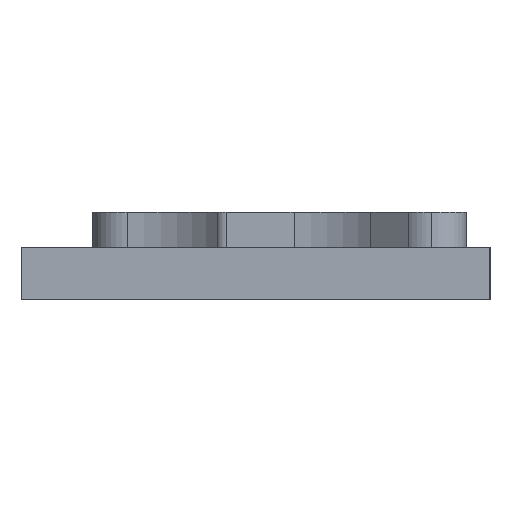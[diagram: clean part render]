
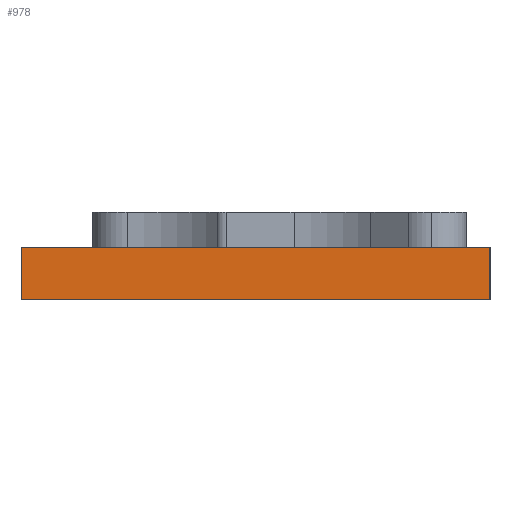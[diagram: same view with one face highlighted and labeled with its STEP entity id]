
A CAD part, left-side view. The second image highlights one B-rep face of the part: STEP entity #978.
In plain terms, the highlighted planar face has unit normal (-1, 0, 0).
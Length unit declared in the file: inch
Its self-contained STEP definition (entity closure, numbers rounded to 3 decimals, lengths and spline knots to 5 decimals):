
#24 = ORIENTED_EDGE ( 'NONE', *, *, #937, .T. ) ;
#42 = VERTEX_POINT ( 'NONE', #140 ) ;
#50 = LINE ( 'NONE', #684, #1249 ) ;
#140 = CARTESIAN_POINT ( 'NONE',  ( 0., 2., 0.225 ) ) ;
#146 = ORIENTED_EDGE ( 'NONE', *, *, #841, .F. ) ;
#238 = DIRECTION ( 'NONE',  ( 0., -1., 0. ) ) ;
#245 = CARTESIAN_POINT ( 'NONE',  ( 0., 0., 0.225 ) ) ;
#348 = PLANE ( 'NONE',  #455 ) ;
#363 = CARTESIAN_POINT ( 'NONE',  ( 0., 0., 0. ) ) ;
#433 = LINE ( 'NONE', #556, #778 ) ;
#437 = DIRECTION ( 'NONE',  ( 0., 0., -1. ) ) ;
#438 = EDGE_CURVE ( 'NONE', #42, #696, #50, .T. ) ;
#455 = AXIS2_PLACEMENT_3D ( 'NONE', #245, #596, #1442 ) ;
#461 = CARTESIAN_POINT ( 'NONE',  ( 0., 2., 0. ) ) ;
#503 = FACE_OUTER_BOUND ( 'NONE', #973, .T. ) ;
#522 = LINE ( 'NONE', #1387, #1062 ) ;
#556 = CARTESIAN_POINT ( 'NONE',  ( 0., 2., 0.225 ) ) ;
#584 = CARTESIAN_POINT ( 'NONE',  ( 0., 0., 0. ) ) ;
#596 = DIRECTION ( 'NONE',  ( 1., 0., 0. ) ) ;
#684 = CARTESIAN_POINT ( 'NONE',  ( 0., 0., 0.225 ) ) ;
#696 = VERTEX_POINT ( 'NONE', #893 ) ;
#778 = VECTOR ( 'NONE', #437, 39.37008 ) ;
#841 = EDGE_CURVE ( 'NONE', #696, #1499, #522, .T. ) ;
#853 = EDGE_CURVE ( 'NONE', #42, #1414, #433, .T. ) ;
#893 = CARTESIAN_POINT ( 'NONE',  ( 0., 0., 0.225 ) ) ;
#937 = EDGE_CURVE ( 'NONE', #1414, #1499, #1490, .T. ) ;
#973 = EDGE_LOOP ( 'NONE', ( #24, #146, #1203, #1359 ) ) ;
#978 = ADVANCED_FACE ( 'NONE', ( #503 ), #348, .F. ) ;
#1062 = VECTOR ( 'NONE', #1134, 39.37008 ) ;
#1134 = DIRECTION ( 'NONE',  ( 0., 0., -1. ) ) ;
#1148 = VECTOR ( 'NONE', #238, 39.37008 ) ;
#1203 = ORIENTED_EDGE ( 'NONE', *, *, #438, .F. ) ;
#1249 = VECTOR ( 'NONE', #1267, 39.37008 ) ;
#1267 = DIRECTION ( 'NONE',  ( 0., -1., 0. ) ) ;
#1359 = ORIENTED_EDGE ( 'NONE', *, *, #853, .T. ) ;
#1387 = CARTESIAN_POINT ( 'NONE',  ( 0., 0., 0.225 ) ) ;
#1414 = VERTEX_POINT ( 'NONE', #461 ) ;
#1442 = DIRECTION ( 'NONE',  ( 0., 0., -1. ) ) ;
#1490 = LINE ( 'NONE', #584, #1148 ) ;
#1499 = VERTEX_POINT ( 'NONE', #363 ) ;
